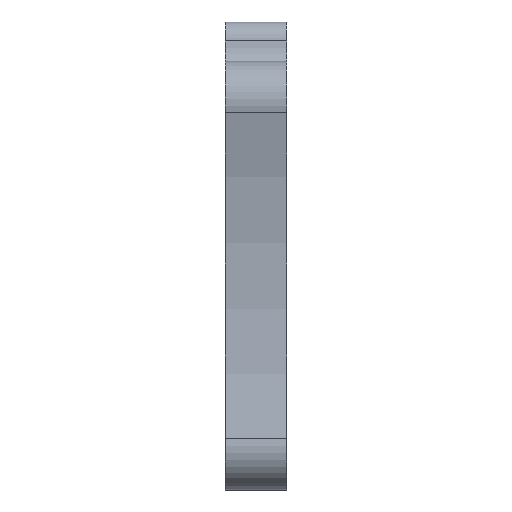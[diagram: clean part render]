
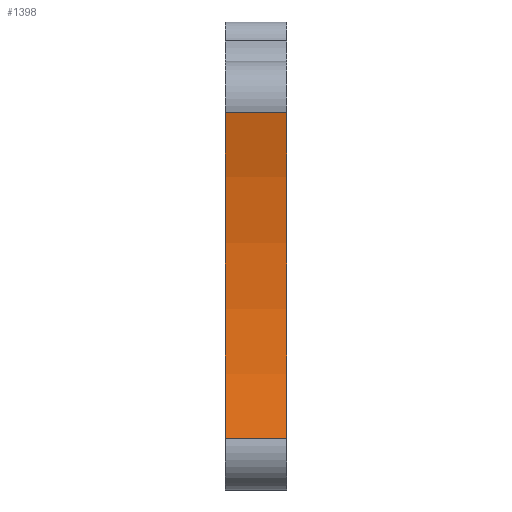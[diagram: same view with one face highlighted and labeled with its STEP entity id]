
A CAD part, left-side view. The second image highlights one B-rep face of the part: STEP entity #1398.
In plain terms, the highlighted cylindrical face has radius 97.273 mm (diameter 194.545 mm), a partial arc.
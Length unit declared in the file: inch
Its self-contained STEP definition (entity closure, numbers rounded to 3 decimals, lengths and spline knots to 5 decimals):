
#1 = EDGE_LOOP ( 'NONE', ( #1569, #574, #285, #1467 ) ) ;
#55 = CARTESIAN_POINT ( 'NONE',  ( 0.01044, 0.375, -0.31684 ) ) ;
#167 = VERTEX_POINT ( 'NONE', #55 ) ;
#285 = ORIENTED_EDGE ( 'NONE', *, *, #1244, .T. ) ;
#364 = AXIS2_PLACEMENT_3D ( 'NONE', #747, #757, #767 ) ;
#392 = CARTESIAN_POINT ( 'NONE',  ( 0.01044, 0., -0.31684 ) ) ;
#403 = DIRECTION ( 'NONE',  ( 0., 1., 0. ) ) ;
#415 = VERTEX_POINT ( 'NONE', #1124 ) ;
#505 = AXIS2_PLACEMENT_3D ( 'NONE', #1298, #1296, #1294 ) ;
#567 = AXIS2_PLACEMENT_3D ( 'NONE', #1440, #1436, #1435 ) ;
#574 = ORIENTED_EDGE ( 'NONE', *, *, #1319, .F. ) ;
#656 = VERTEX_POINT ( 'NONE', #968 ) ;
#688 = CARTESIAN_POINT ( 'NONE',  ( 0.01044, 0., -0.31684 ) ) ;
#703 = CYLINDRICAL_SURFACE ( 'NONE', #364, 3.82963 ) ;
#725 = FACE_OUTER_BOUND ( 'NONE', #1, .T. ) ;
#747 = CARTESIAN_POINT ( 'NONE',  ( -3.6875, 0., -1.3125 ) ) ;
#757 = DIRECTION ( 'NONE',  ( 0., 1., 0. ) ) ;
#767 = DIRECTION ( 'NONE',  ( 0., 0., 1. ) ) ;
#811 = VECTOR ( 'NONE', #941, 39.37008 ) ;
#840 = LINE ( 'NONE', #918, #811 ) ;
#911 = CIRCLE ( 'NONE', #505, 3.82963 ) ;
#918 = CARTESIAN_POINT ( 'NONE',  ( 0.01044, 0., -2.30816 ) ) ;
#941 = DIRECTION ( 'NONE',  ( 0., 1., 0. ) ) ;
#948 = CIRCLE ( 'NONE', #567, 3.82963 ) ;
#968 = CARTESIAN_POINT ( 'NONE',  ( 0.01044, 0., -2.30816 ) ) ;
#1012 = EDGE_CURVE ( 'NONE', #1475, #167, #1216, .T. ) ;
#1124 = CARTESIAN_POINT ( 'NONE',  ( 0.01044, 0.375, -2.30816 ) ) ;
#1200 = EDGE_CURVE ( 'NONE', #415, #167, #948, .T. ) ;
#1213 = VECTOR ( 'NONE', #403, 39.37008 ) ;
#1216 = LINE ( 'NONE', #392, #1213 ) ;
#1244 = EDGE_CURVE ( 'NONE', #656, #1475, #911, .T. ) ;
#1294 = DIRECTION ( 'NONE',  ( 0., 0., 1. ) ) ;
#1296 = DIRECTION ( 'NONE',  ( 0., -1., 0. ) ) ;
#1298 = CARTESIAN_POINT ( 'NONE',  ( -3.6875, 0., -1.3125 ) ) ;
#1319 = EDGE_CURVE ( 'NONE', #656, #415, #840, .T. ) ;
#1398 = ADVANCED_FACE ( 'NONE', ( #725 ), #703, .F. ) ;
#1435 = DIRECTION ( 'NONE',  ( 0., 0., 1. ) ) ;
#1436 = DIRECTION ( 'NONE',  ( 0., -1., 0. ) ) ;
#1440 = CARTESIAN_POINT ( 'NONE',  ( -3.6875, 0.375, -1.3125 ) ) ;
#1467 = ORIENTED_EDGE ( 'NONE', *, *, #1012, .T. ) ;
#1475 = VERTEX_POINT ( 'NONE', #688 ) ;
#1569 = ORIENTED_EDGE ( 'NONE', *, *, #1200, .F. ) ;
